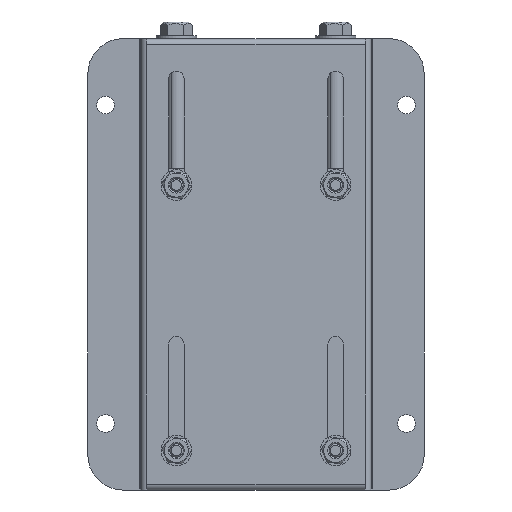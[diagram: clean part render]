
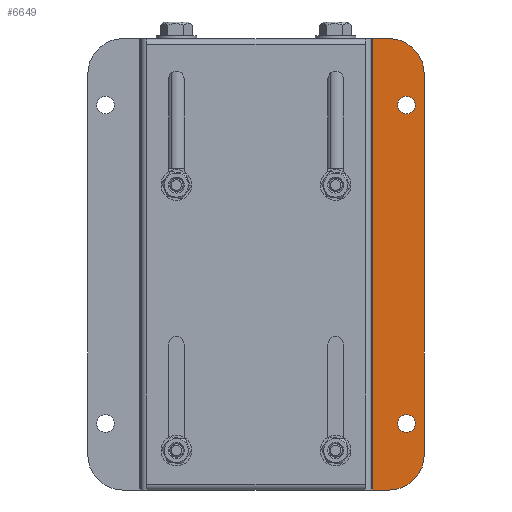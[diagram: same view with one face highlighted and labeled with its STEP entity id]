
A CAD part, front view. The second image highlights one B-rep face of the part: STEP entity #6649.
In plain terms, the highlighted planar face has unit normal (0, -1, 0).
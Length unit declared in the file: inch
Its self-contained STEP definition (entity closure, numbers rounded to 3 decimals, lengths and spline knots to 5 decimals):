
#37 = CARTESIAN_POINT ( 'NONE',  ( 4.03502, 1.46042, 0. ) ) ;
#50 = LINE ( 'NONE', #16919, #248 ) ;
#176 = ORIENTED_EDGE ( 'NONE', *, *, #1748, .T. ) ;
#205 = ORIENTED_EDGE ( 'NONE', *, *, #300, .T. ) ;
#248 = VECTOR ( 'NONE', #1692, 39.37008 ) ;
#300 = EDGE_CURVE ( 'NONE', #5500, #12093, #6316, .T. ) ;
#527 = LINE ( 'NONE', #11839, #10659 ) ;
#548 = EDGE_CURVE ( 'NONE', #16441, #10244, #13863, .T. ) ;
#1328 = DIRECTION ( 'NONE',  ( -1., 0., 0. ) ) ;
#1692 = DIRECTION ( 'NONE',  ( 0., 0., 1. ) ) ;
#1749 = VERTEX_POINT ( 'NONE', #16434 ) ;
#1748 = EDGE_CURVE ( 'NONE', #12093, #5500, #10933, .T. ) ;
#2217 = VECTOR ( 'NONE', #7910, 39.37008 ) ;
#2232 = CARTESIAN_POINT ( 'NONE',  ( 4.51927, 1.46042, 10.875 ) ) ;
#3006 = CARTESIAN_POINT ( 'NONE',  ( 3.51927, 1.46042, 12.75 ) ) ;
#3101 = LINE ( 'NONE', #10498, #2217 ) ;
#3205 = AXIS2_PLACEMENT_3D ( 'NONE', #17825, #5436, #1328 ) ;
#3885 = DIRECTION ( 'NONE',  ( 0., 0., 1. ) ) ;
#3932 = CARTESIAN_POINT ( 'NONE',  ( 4.51927, 1.46042, 10.875 ) ) ;
#4106 = CARTESIAN_POINT ( 'NONE',  ( 3.54827, 1.46042, 12.75 ) ) ;
#4443 = EDGE_CURVE ( 'NONE', #10244, #16441, #4938, .T. ) ;
#4938 = CIRCLE ( 'NONE', #14453, 0.25 ) ;
#4940 = CARTESIAN_POINT ( 'NONE',  ( 4.03502, 1.46042, 12.75 ) ) ;
#4944 = CARTESIAN_POINT ( 'NONE',  ( 4.76927, 1.46042, 10.875 ) ) ;
#5131 = DIRECTION ( 'NONE',  ( 0., 1., 0. ) ) ;
#5349 = EDGE_CURVE ( 'NONE', #1749, #14258, #7260, .T. ) ;
#5436 = DIRECTION ( 'NONE',  ( 0., 1., 0. ) ) ;
#5500 = VERTEX_POINT ( 'NONE', #15235 ) ;
#5998 = DIRECTION ( 'NONE',  ( -1., 0., 0. ) ) ;
#6103 = ORIENTED_EDGE ( 'NONE', *, *, #11106, .T. ) ;
#6206 = DIRECTION ( 'NONE',  ( 1., 0., 0. ) ) ;
#6243 = ORIENTED_EDGE ( 'NONE', *, *, #548, .T. ) ;
#6316 = CIRCLE ( 'NONE', #6415, 0.25 ) ;
#6415 = AXIS2_PLACEMENT_3D ( 'NONE', #10087, #12806, #5998 ) ;
#6649 = ADVANCED_FACE ( 'NONE', ( #17498, #7536, #16196 ), #9805, .T. ) ;
#6873 = AXIS2_PLACEMENT_3D ( 'NONE', #3006, #16899, #10038 ) ;
#6882 = DIRECTION ( 'NONE',  ( 0., -1., 0. ) ) ;
#7260 = CIRCLE ( 'NONE', #11606, 0.98425 ) ;
#7536 = FACE_BOUND ( 'NONE', #17857, .T. ) ;
#7589 = ORIENTED_EDGE ( 'NONE', *, *, #10760, .T. ) ;
#7775 = DIRECTION ( 'NONE',  ( -1., 0., 0. ) ) ;
#7910 = DIRECTION ( 'NONE',  ( -1., 0., 0. ) ) ;
#8249 = EDGE_LOOP ( 'NONE', ( #13834, #7589, #10181, #16874, #10744, #6103 ) ) ;
#8325 = DIRECTION ( 'NONE',  ( 0., 0., 1. ) ) ;
#8381 = CARTESIAN_POINT ( 'NONE',  ( 4.03502, 1.46042, 0.98425 ) ) ;
#8816 = CIRCLE ( 'NONE', #12977, 0.98425 ) ;
#9051 = VERTEX_POINT ( 'NONE', #4106 ) ;
#9273 = CARTESIAN_POINT ( 'NONE',  ( 3.54827, 1.46042, 12.75 ) ) ;
#9414 = CARTESIAN_POINT ( 'NONE',  ( 4.26927, 1.46042, 1.875 ) ) ;
#9736 = CARTESIAN_POINT ( 'NONE',  ( 4.26927, 1.46042, 10.875 ) ) ;
#9805 = PLANE ( 'NONE',  #6873 ) ;
#10038 = DIRECTION ( 'NONE',  ( 1., 0., 0. ) ) ;
#10087 = CARTESIAN_POINT ( 'NONE',  ( 4.51927, 1.46042, 1.875 ) ) ;
#10181 = ORIENTED_EDGE ( 'NONE', *, *, #16349, .T. ) ;
#10244 = VERTEX_POINT ( 'NONE', #9736 ) ;
#10498 = CARTESIAN_POINT ( 'NONE',  ( 3.51927, 1.46042, 12.75 ) ) ;
#10659 = VECTOR ( 'NONE', #6206, 39.37008 ) ;
#10744 = ORIENTED_EDGE ( 'NONE', *, *, #15970, .T. ) ;
#10760 = EDGE_CURVE ( 'NONE', #15015, #16478, #8816, .T. ) ;
#10872 = DIRECTION ( 'NONE',  ( 0., 1., 0. ) ) ;
#10933 = CIRCLE ( 'NONE', #3205, 0.25 ) ;
#11042 = AXIS2_PLACEMENT_3D ( 'NONE', #2232, #5131, #7775 ) ;
#11106 = EDGE_CURVE ( 'NONE', #9051, #12225, #11385, .T. ) ;
#11385 = LINE ( 'NONE', #9273, #13304 ) ;
#11606 = AXIS2_PLACEMENT_3D ( 'NONE', #14929, #12318, #3885 ) ;
#11839 = CARTESIAN_POINT ( 'NONE',  ( 3.51927, 1.46042, 0. ) ) ;
#12093 = VERTEX_POINT ( 'NONE', #9414 ) ;
#12225 = VERTEX_POINT ( 'NONE', #12485 ) ;
#12302 = DIRECTION ( 'NONE',  ( -1., 0., 0. ) ) ;
#12318 = DIRECTION ( 'NONE',  ( 0., -1., 0. ) ) ;
#12485 = CARTESIAN_POINT ( 'NONE',  ( 3.54827, 1.46042, 0. ) ) ;
#12806 = DIRECTION ( 'NONE',  ( 0., 1., 0. ) ) ;
#12977 = AXIS2_PLACEMENT_3D ( 'NONE', #8381, #6882, #8325 ) ;
#13192 = CARTESIAN_POINT ( 'NONE',  ( 5.01927, 1.46042, 0.98425 ) ) ;
#13304 = VECTOR ( 'NONE', #16000, 39.37008 ) ;
#13702 = EDGE_CURVE ( 'NONE', #12225, #15015, #527, .T. ) ;
#13834 = ORIENTED_EDGE ( 'NONE', *, *, #13702, .T. ) ;
#13863 = CIRCLE ( 'NONE', #11042, 0.25 ) ;
#14258 = VERTEX_POINT ( 'NONE', #4940 ) ;
#14453 = AXIS2_PLACEMENT_3D ( 'NONE', #3932, #10872, #12302 ) ;
#14929 = CARTESIAN_POINT ( 'NONE',  ( 4.03502, 1.46042, 11.76575 ) ) ;
#15015 = VERTEX_POINT ( 'NONE', #37 ) ;
#15235 = CARTESIAN_POINT ( 'NONE',  ( 4.76927, 1.46042, 1.875 ) ) ;
#15970 = EDGE_CURVE ( 'NONE', #14258, #9051, #3101, .T. ) ;
#16000 = DIRECTION ( 'NONE',  ( 0., 0., -1. ) ) ;
#16196 = FACE_BOUND ( 'NONE', #17938, .T. ) ;
#16349 = EDGE_CURVE ( 'NONE', #16478, #1749, #50, .T. ) ;
#16434 = CARTESIAN_POINT ( 'NONE',  ( 5.01927, 1.46042, 11.76575 ) ) ;
#16441 = VERTEX_POINT ( 'NONE', #4944 ) ;
#16478 = VERTEX_POINT ( 'NONE', #13192 ) ;
#16874 = ORIENTED_EDGE ( 'NONE', *, *, #5349, .T. ) ;
#16899 = DIRECTION ( 'NONE',  ( 0., -1., 0. ) ) ;
#16919 = CARTESIAN_POINT ( 'NONE',  ( 5.01927, 1.46042, 12.75 ) ) ;
#17498 = FACE_OUTER_BOUND ( 'NONE', #8249, .T. ) ;
#17635 = ORIENTED_EDGE ( 'NONE', *, *, #4443, .T. ) ;
#17825 = CARTESIAN_POINT ( 'NONE',  ( 4.51927, 1.46042, 1.875 ) ) ;
#17857 = EDGE_LOOP ( 'NONE', ( #176, #205 ) ) ;
#17938 = EDGE_LOOP ( 'NONE', ( #17635, #6243 ) ) ;
